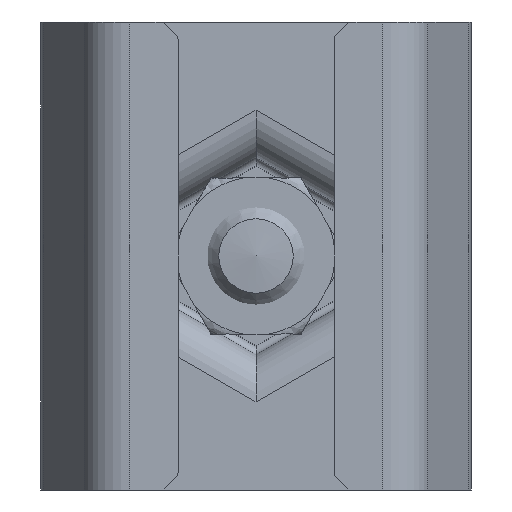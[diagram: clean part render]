
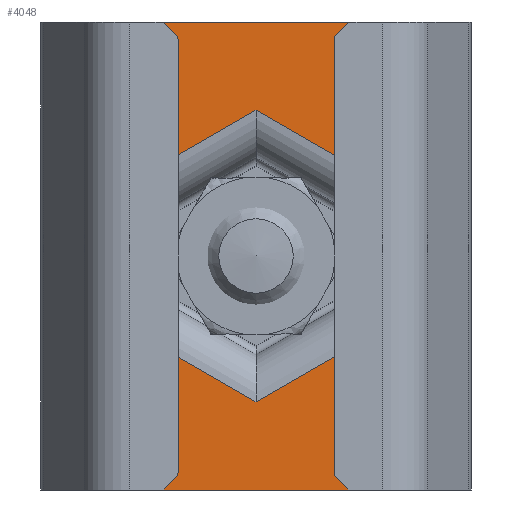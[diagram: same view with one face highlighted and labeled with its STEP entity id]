
A CAD part, front view. The second image highlights one B-rep face of the part: STEP entity #4048.
In plain terms, the highlighted planar face has unit normal (0, -1, 0).
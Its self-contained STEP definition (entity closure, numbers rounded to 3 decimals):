
#322=FACE_BOUND('',#587,.T.);
#343=FACE_OUTER_BOUND('',#586,.T.);
#586=EDGE_LOOP('',(#2690,#2691,#2692,#2693,#2694,#2695,#2696,#2697,#2698,
#2699,#2700,#2701));
#587=EDGE_LOOP('',(#2702,#2703,#2704,#2705,#2706,#2707));
#850=ELLIPSE('',#4409,9.145,6.466);
#851=ELLIPSE('',#4410,9.145,6.466);
#852=ELLIPSE('',#4411,9.145,6.466);
#853=ELLIPSE('',#4412,9.145,6.466);
#922=LINE('',#6048,#1305);
#923=LINE('',#6052,#1306);
#924=LINE('',#6054,#1307);
#925=LINE('',#6056,#1308);
#926=LINE('',#6060,#1309);
#927=LINE('',#6064,#1310);
#928=LINE('',#6066,#1311);
#929=LINE('',#6068,#1312);
#930=LINE('',#6072,#1313);
#931=LINE('',#6074,#1314);
#932=LINE('',#6076,#1315);
#933=LINE('',#6078,#1316);
#934=LINE('',#6080,#1317);
#935=LINE('',#6081,#1318);
#1305=VECTOR('',#4830,3.);
#1306=VECTOR('',#4833,10.);
#1307=VECTOR('',#4834,10.);
#1308=VECTOR('',#4835,10.);
#1309=VECTOR('',#4838,10.);
#1310=VECTOR('',#4841,10.);
#1311=VECTOR('',#4842,10.);
#1312=VECTOR('',#4843,10.);
#1313=VECTOR('',#4846,10.);
#1314=VECTOR('',#4847,10.);
#1315=VECTOR('',#4848,10.);
#1316=VECTOR('',#4849,10.);
#1317=VECTOR('',#4850,10.);
#1318=VECTOR('',#4851,10.);
#1688=VERTEX_POINT('',#6046);
#1689=VERTEX_POINT('',#6047);
#1690=VERTEX_POINT('',#6049);
#1691=VERTEX_POINT('',#6051);
#1692=VERTEX_POINT('',#6053);
#1693=VERTEX_POINT('',#6055);
#1694=VERTEX_POINT('',#6057);
#1695=VERTEX_POINT('',#6059);
#1696=VERTEX_POINT('',#6061);
#1697=VERTEX_POINT('',#6063);
#1698=VERTEX_POINT('',#6065);
#1699=VERTEX_POINT('',#6067);
#1700=VERTEX_POINT('',#6070);
#1701=VERTEX_POINT('',#6071);
#1702=VERTEX_POINT('',#6073);
#1703=VERTEX_POINT('',#6075);
#1704=VERTEX_POINT('',#6077);
#1705=VERTEX_POINT('',#6079);
#2079=EDGE_CURVE('',#1688,#1689,#922,.T.);
#2080=EDGE_CURVE('',#1690,#1689,#850,.T.);
#2081=EDGE_CURVE('',#1690,#1691,#923,.T.);
#2082=EDGE_CURVE('',#1691,#1692,#924,.T.);
#2083=EDGE_CURVE('',#1693,#1692,#925,.T.);
#2084=EDGE_CURVE('',#1694,#1693,#851,.T.);
#2085=EDGE_CURVE('',#1695,#1694,#926,.T.);
#2086=EDGE_CURVE('',#1696,#1695,#852,.T.);
#2087=EDGE_CURVE('',#1697,#1696,#927,.T.);
#2088=EDGE_CURVE('',#1697,#1698,#928,.T.);
#2089=EDGE_CURVE('',#1698,#1699,#929,.T.);
#2090=EDGE_CURVE('',#1688,#1699,#853,.T.);
#2091=EDGE_CURVE('',#1700,#1701,#930,.T.);
#2092=EDGE_CURVE('',#1701,#1702,#931,.T.);
#2093=EDGE_CURVE('',#1702,#1703,#932,.T.);
#2094=EDGE_CURVE('',#1703,#1704,#933,.T.);
#2095=EDGE_CURVE('',#1704,#1705,#934,.T.);
#2096=EDGE_CURVE('',#1705,#1700,#935,.T.);
#2690=ORIENTED_EDGE('',*,*,#2079,.T.);
#2691=ORIENTED_EDGE('',*,*,#2080,.F.);
#2692=ORIENTED_EDGE('',*,*,#2081,.T.);
#2693=ORIENTED_EDGE('',*,*,#2082,.T.);
#2694=ORIENTED_EDGE('',*,*,#2083,.F.);
#2695=ORIENTED_EDGE('',*,*,#2084,.F.);
#2696=ORIENTED_EDGE('',*,*,#2085,.F.);
#2697=ORIENTED_EDGE('',*,*,#2086,.F.);
#2698=ORIENTED_EDGE('',*,*,#2087,.F.);
#2699=ORIENTED_EDGE('',*,*,#2088,.T.);
#2700=ORIENTED_EDGE('',*,*,#2089,.T.);
#2701=ORIENTED_EDGE('',*,*,#2090,.F.);
#2702=ORIENTED_EDGE('',*,*,#2091,.T.);
#2703=ORIENTED_EDGE('',*,*,#2092,.T.);
#2704=ORIENTED_EDGE('',*,*,#2093,.T.);
#2705=ORIENTED_EDGE('',*,*,#2094,.T.);
#2706=ORIENTED_EDGE('',*,*,#2095,.T.);
#2707=ORIENTED_EDGE('',*,*,#2096,.T.);
#3912=PLANE('',#4408);
#4048=ADVANCED_FACE('',(#343,#322),#3912,.T.);
#4408=AXIS2_PLACEMENT_3D('',#6045,#4828,#4829);
#4409=AXIS2_PLACEMENT_3D('',#6050,#4831,#4832);
#4410=AXIS2_PLACEMENT_3D('',#6058,#4836,#4837);
#4411=AXIS2_PLACEMENT_3D('',#6062,#4839,#4840);
#4412=AXIS2_PLACEMENT_3D('',#6069,#4844,#4845);
#4828=DIRECTION('center_axis',(0.,-1.,0.));
#4829=DIRECTION('ref_axis',(0.,0.,-1.));
#4830=DIRECTION('',(0.,0.,1.));
#4831=DIRECTION('center_axis',(0.,-1.,0.));
#4832=DIRECTION('ref_axis',(-1.,0.,0.));
#4833=DIRECTION('',(0.,0.,1.));
#4834=DIRECTION('',(-1.,0.,0.));
#4835=DIRECTION('',(0.,0.,1.));
#4836=DIRECTION('center_axis',(0.,-1.,0.));
#4837=DIRECTION('ref_axis',(1.,0.,0.));
#4838=DIRECTION('',(0.,0.,1.));
#4839=DIRECTION('center_axis',(0.,-1.,0.));
#4840=DIRECTION('ref_axis',(1.,0.,0.));
#4841=DIRECTION('',(0.,0.,1.));
#4842=DIRECTION('',(1.,0.,0.));
#4843=DIRECTION('',(0.,0.,1.));
#4844=DIRECTION('center_axis',(0.,-1.,0.));
#4845=DIRECTION('ref_axis',(-1.,0.,0.));
#4846=DIRECTION('',(0.,0.,-1.));
#4847=DIRECTION('',(-0.866,0.,-0.5));
#4848=DIRECTION('',(-0.866,0.,0.5));
#4849=DIRECTION('',(0.,0.,1.));
#4850=DIRECTION('',(0.866,0.,0.5));
#4851=DIRECTION('',(0.866,0.,-0.5));
#6045=CARTESIAN_POINT('Origin',(22.5,49.,0.));
#6046=CARTESIAN_POINT('',(22.5,49.,-15.428));
#6047=CARTESIAN_POINT('',(22.5,49.,15.428));
#6048=CARTESIAN_POINT('',(22.5,49.,0.));
#6049=CARTESIAN_POINT('',(22.5,49.,24.572));
#6050=CARTESIAN_POINT('Origin',(28.966,49.,20.));
#6051=CARTESIAN_POINT('',(22.5,49.,31.5));
#6052=CARTESIAN_POINT('',(22.5,49.,0.));
#6053=CARTESIAN_POINT('',(-22.5,49.,31.5));
#6054=CARTESIAN_POINT('',(-22.5,49.,31.5));
#6055=CARTESIAN_POINT('',(-22.5,49.,24.572));
#6056=CARTESIAN_POINT('',(-22.5,49.,0.));
#6057=CARTESIAN_POINT('',(-22.5,49.,15.428));
#6058=CARTESIAN_POINT('Origin',(-28.966,49.,20.));
#6059=CARTESIAN_POINT('',(-22.5,49.,-15.428));
#6060=CARTESIAN_POINT('',(-22.5,49.,0.));
#6061=CARTESIAN_POINT('',(-22.5,49.,-24.572));
#6062=CARTESIAN_POINT('Origin',(-28.966,49.,-20.));
#6063=CARTESIAN_POINT('',(-22.5,49.,-31.5));
#6064=CARTESIAN_POINT('',(-22.5,49.,0.));
#6065=CARTESIAN_POINT('',(22.5,49.,-31.5));
#6066=CARTESIAN_POINT('',(-22.5,49.,-31.5));
#6067=CARTESIAN_POINT('',(22.5,49.,-24.572));
#6068=CARTESIAN_POINT('',(22.5,49.,0.));
#6069=CARTESIAN_POINT('Origin',(28.966,49.,-20.));
#6070=CARTESIAN_POINT('',(17.,49.,9.815));
#6071=CARTESIAN_POINT('',(17.,49.,-9.815));
#6072=CARTESIAN_POINT('',(17.,49.,-4.33));
#6073=CARTESIAN_POINT('',(0.,49.,-19.63));
#6074=CARTESIAN_POINT('',(-3.688,49.,-21.759));
#6075=CARTESIAN_POINT('',(-17.,49.,-9.815));
#6076=CARTESIAN_POINT('',(-20.688,49.,-7.686));
#6077=CARTESIAN_POINT('',(-17.,49.,9.815));
#6078=CARTESIAN_POINT('',(-17.,49.,4.33));
#6079=CARTESIAN_POINT('',(0.,49.,19.63));
#6080=CARTESIAN_POINT('',(-13.188,49.,12.016));
#6081=CARTESIAN_POINT('',(3.813,49.,17.429));
